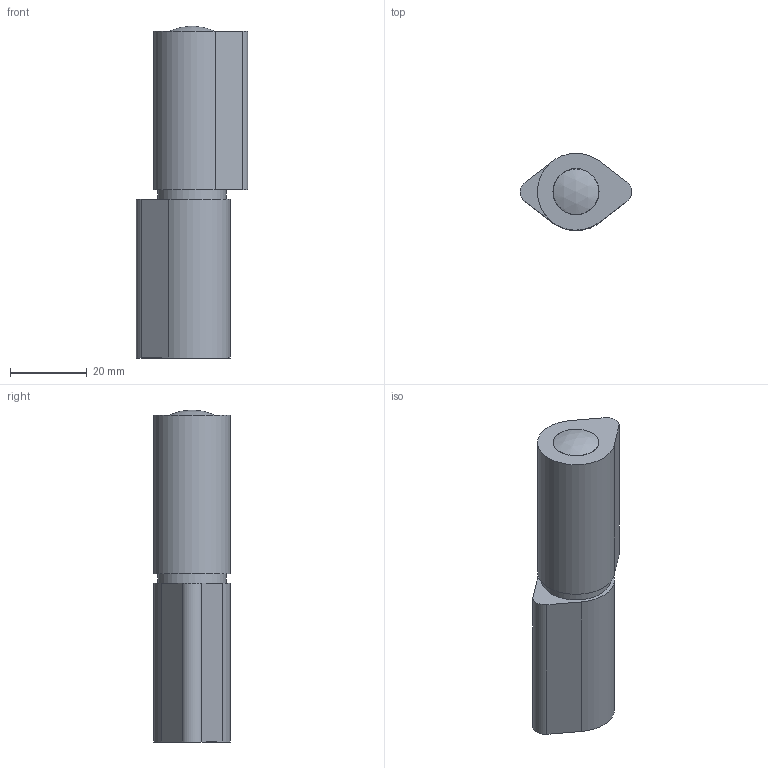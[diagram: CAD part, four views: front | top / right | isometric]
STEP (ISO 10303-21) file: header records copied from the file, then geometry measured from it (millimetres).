
FILE_DESCRIPTION(/* description */ (''),/* implementation_level */ '2;1');
FILE_NAME(/* name */ '1512GJSO.stp',/* time_stamp */ '2019-08-05T13:37:42+02:00',/* author */ ('marc'),/* organization */ (''),/* preprocessor_version */ 'ST-DEVELOPER v17.2',/* originating_system */ 'Autodesk Inventor 2019',/* authorisation */ '');
FILE_SCHEMA (('AUTOMOTIVE_DESIGN { 1 0 10303 214 3 1 1 }'));
Length unit declared in the file: millimetre
Products named in the file (4): 1512GJSO; 15246; 16407; 13516
Assembly tree (4 placements, depth 2):
  1512GJSO
    15246
    16407  x2
    13516
Bounding box: 28.98 x 19.99 x 86.3 mm (x, y, z)
Volume: 29365.6 mm3; surface area: 13747 mm2
Topology: 4 solids, 4 shells, 421 faces, 948 edges, 634 vertices
Faces by surface type: plane 411, cylinder 9, sphere 1
Full cylindrical faces by diameter (mm): 11.85 x1, 12 x2, 12.5 x1, 18 x1
Entity records: 11700 total; most frequent: DIRECTION 1997, CARTESIAN_POINT 1979, ORIENTED_EDGE 1866, EDGE_CURVE 933, LINE 713, VECTOR 713, AXIS2_PLACEMENT_3D 642, VERTEX_POINT 624
